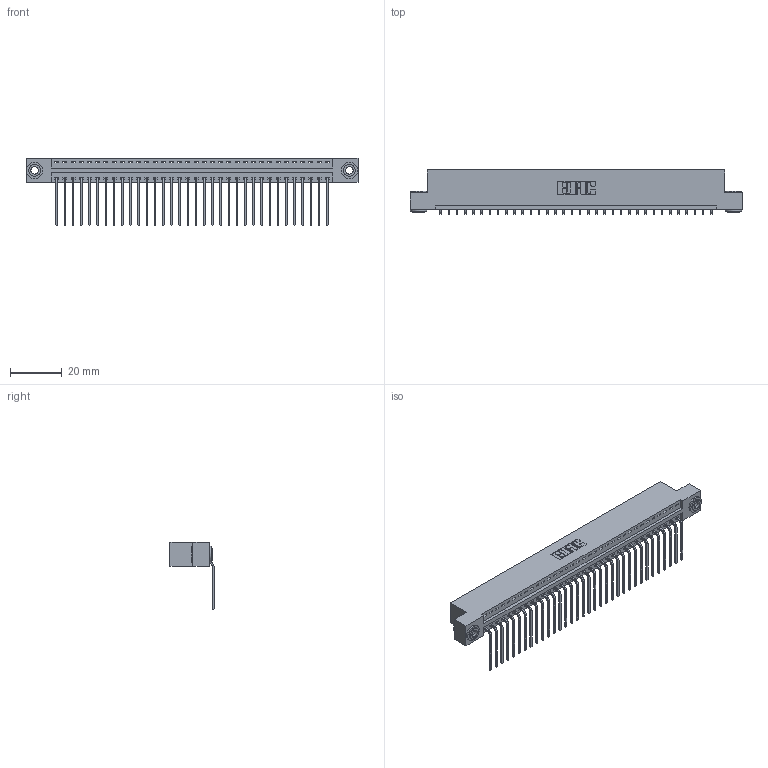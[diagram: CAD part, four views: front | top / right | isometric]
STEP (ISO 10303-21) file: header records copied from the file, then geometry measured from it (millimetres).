
FILE_DESCRIPTION (( 'STEP AP203' ), '1' );
FILE_NAME ('346-034-559-103.STEP', '2018-08-23T23:19:05', ( '' ), ( '' ), 'SwSTEP 2.0', 'SolidWorks 2016', '' );
FILE_SCHEMA (( 'CONFIG_CONTROL_DESIGN' ));
Length unit declared in the file: inch
Products named in the file (4): 345-250-002_345-250-002-102; 346-034-559-103; 346 Part_Flush Mounting Lugs - 0.156 Dia-TH; 345-292-001_558 559 Tail - 1
Assembly tree (37 placements, depth 2):
  346-034-559-103
    346 Part_Flush Mounting Lugs - 0.156 Dia-TH
    345-292-001_558 559 Tail - 1  x34
    345-250-002_345-250-002-102  x2
Bounding box: 128.52 x 17.08 x 26.16 mm (x, y, z)
Volume: 12380.1 mm3; surface area: 16282.2 mm2
Topology: 37 solids, 37 shells, 2200 faces, 6593 edges, 4346 vertices
Faces by surface type: plane 1514, cylinder 678, cone 8
Entity records: 22912 total; most frequent: CARTESIAN_POINT 3909, ORIENTED_EDGE 3870, DIRECTION 3489, EDGE_CURVE 1935, LINE 1643, VECTOR 1643, VERTEX_POINT 1286, AXIS2_PLACEMENT_3D 923
